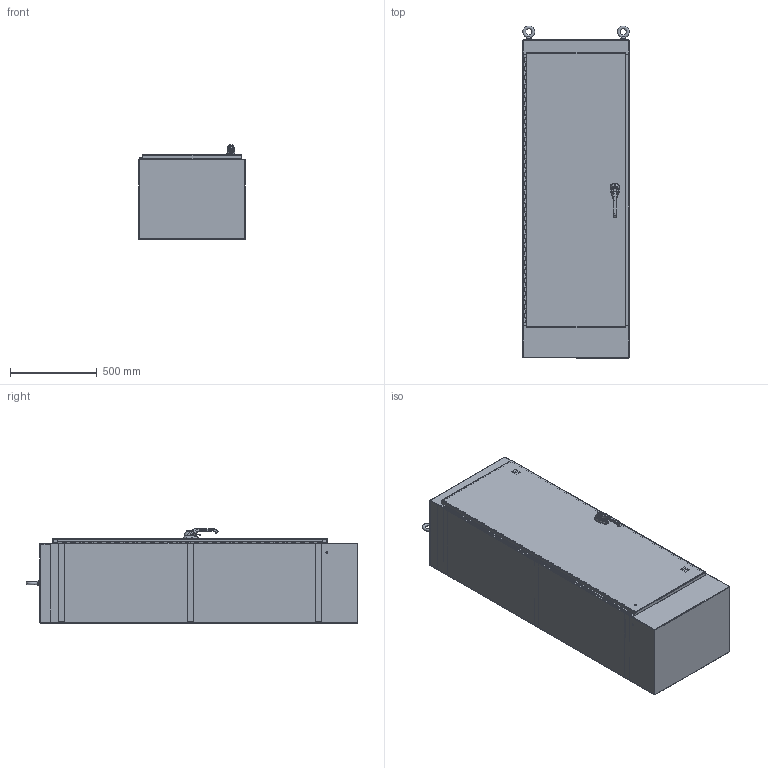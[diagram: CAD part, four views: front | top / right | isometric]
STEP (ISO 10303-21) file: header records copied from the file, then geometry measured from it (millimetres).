
FILE_DESCRIPTION(/* description */ ('BLR,NEMA12,FS,1D,72X24X18'),/* implementation_level */ '2;1');
FILE_NAME(/* name */ 'WA722418FS.stp',/* time_stamp */ '2014-08-26T10:52:58-06:00',/* author */ ('samuelbadillo'),/* organization */ (''),/* preprocessor_version */ 'ST-DEVELOPER v15.2',/* originating_system */ 'Autodesk Inventor 2014',/* authorisation */ '');
FILE_SCHEMA (('AUTOMOTIVE_DESIGN { 1 0 10303 214 3 1 1 }'));
Products named in the file (35): WA722418FSBLR; WA2418FSTOP; WA2418FSBTM; WA7224FSDR; HSSN1300W60T; HSSN1300W60L; HSSN1300W60P; HSSN1300W60; HFW3025; 316298; 349132; 30624; 38846; FUN00101; UNISTRUT_16.75; HFW3121; HFW31233; HFW3681; CHUTE_BOLT_GUIDE_ASSM; 1091-73; 1091-74-03; 1091-74-01; 1091-B11_ASM; 1091-75; DIN3771_16X2_5; 2100-11; 1091-76; D125B_10_5; DIN985_M10; 1000-277-01; 1000-02; 1225-05; SPACER; HFW32451; WA722418FS
Bounding box: 612.77 x 1911.22 x 543.79 mm (x, y, z)
Volume: 12683619.2 mm3; surface area: 10561317.8 mm2
Topology: 46 solids, 46 shells, 2879 faces, 7208 edges, 4400 vertices
Faces by surface type: plane 1224, cylinder 1007, bspline 233, torus 223, cone 99, sphere 93
Full cylindrical faces by diameter (mm): 2.5 x1, 3 x1, 3.048 x1, 3.1 x2, 3.15 x1, 3.5 x1, 5.08 x4, 5.4 x3, 5.69 x4, 6 x2, 6.337 x6, 6.35 x2, 7.023 x16, 7.112 x3, 8 x1, 8.56 x2, 10 x1, 10.2 x3, 10.5 x2, 11.05 x2, 12 x2, 13.5 x2, 16 x1, 16.2 x1, 16.307 x2, 17 x1, 18 x1, 19.05 x22, 20.637 x4, 21 x1
Entity records: 96323 total; most frequent: CARTESIAN_POINT 39547, DIRECTION 11790, ORIENTED_EDGE 11332, EDGE_CURVE 5666, AXIS2_PLACEMENT_3D 4351, VERTEX_POINT 3541, LINE 3088, VECTOR 3088
